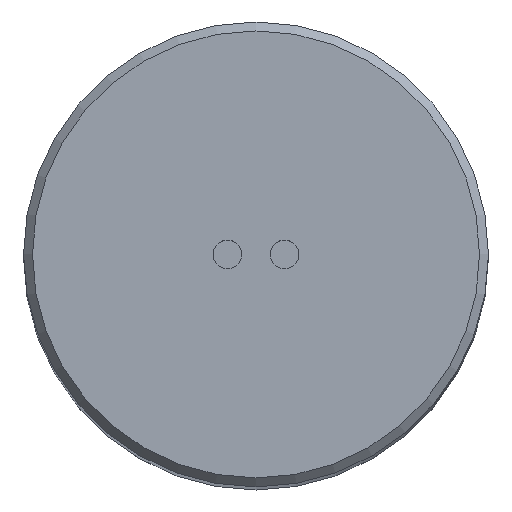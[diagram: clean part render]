
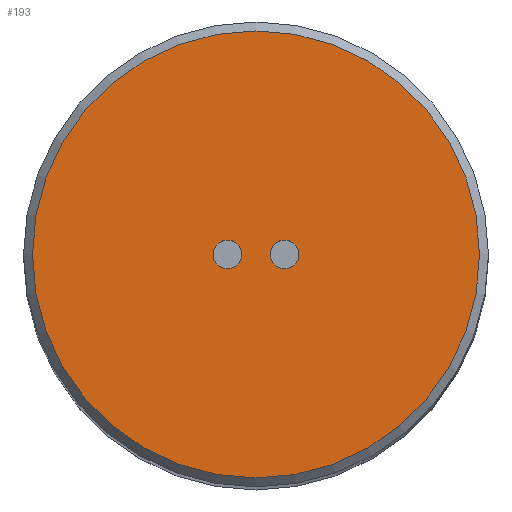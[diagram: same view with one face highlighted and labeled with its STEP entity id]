
A CAD part, top view. The second image highlights one B-rep face of the part: STEP entity #193.
In plain terms, the highlighted planar face has unit normal (0, 0, 1).
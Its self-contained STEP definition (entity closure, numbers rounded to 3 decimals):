
#94 = CONICAL_SURFACE('',#95,13.,0.785);
#95 = AXIS2_PLACEMENT_3D('',#96,#97,#98);
#96 = CARTESIAN_POINT('',(0.,0.,177.));
#97 = DIRECTION('',(0.,0.,-1.));
#98 = DIRECTION('',(-1.,0.,0.));
#110 = VERTEX_POINT('',#111);
#111 = CARTESIAN_POINT('',(-12.5,0.,177.5));
#132 = EDGE_CURVE('',#110,#110,#133,.T.);
#133 = SURFACE_CURVE('',#134,(#139,#146),.PCURVE_S1.);
#134 = CIRCLE('',#135,12.5);
#135 = AXIS2_PLACEMENT_3D('',#136,#137,#138);
#136 = CARTESIAN_POINT('',(0.,0.,177.5));
#137 = DIRECTION('',(0.,0.,-1.));
#138 = DIRECTION('',(-1.,0.,0.));
#139 = PCURVE('',#94,#140);
#140 = DEFINITIONAL_REPRESENTATION('',(#141),#145);
#141 = LINE('',#142,#143);
#142 = CARTESIAN_POINT('',(0.,-0.5));
#143 = VECTOR('',#144,1.);
#144 = DIRECTION('',(1.,-0.));
#145 = ( GEOMETRIC_REPRESENTATION_CONTEXT(2) 
PARAMETRIC_REPRESENTATION_CONTEXT() REPRESENTATION_CONTEXT('2D SPACE',''
  ) );
#146 = PCURVE('',#147,#152);
#147 = PLANE('',#148);
#148 = AXIS2_PLACEMENT_3D('',#149,#150,#151);
#149 = CARTESIAN_POINT('',(0.,0.,177.5));
#150 = DIRECTION('',(0.,0.,-1.));
#151 = DIRECTION('',(-1.,0.,0.));
#152 = DEFINITIONAL_REPRESENTATION('',(#153),#157);
#153 = CIRCLE('',#154,12.5);
#154 = AXIS2_PLACEMENT_2D('',#155,#156);
#155 = CARTESIAN_POINT('',(0.,0.));
#156 = DIRECTION('',(1.,0.));
#157 = ( GEOMETRIC_REPRESENTATION_CONTEXT(2) 
PARAMETRIC_REPRESENTATION_CONTEXT() REPRESENTATION_CONTEXT('2D SPACE',''
  ) );
#193 = ADVANCED_FACE('',(#194,#197,#228),#147,.F.);
#194 = FACE_BOUND('',#195,.F.);
#195 = EDGE_LOOP('',(#196));
#196 = ORIENTED_EDGE('',*,*,#132,.T.);
#197 = FACE_BOUND('',#198,.F.);
#198 = EDGE_LOOP('',(#199));
#199 = ORIENTED_EDGE('',*,*,#200,.F.);
#200 = EDGE_CURVE('',#201,#201,#203,.T.);
#201 = VERTEX_POINT('',#202);
#202 = CARTESIAN_POINT('',(-2.4,0.,177.5));
#203 = SURFACE_CURVE('',#204,(#209,#216),.PCURVE_S1.);
#204 = CIRCLE('',#205,0.8);
#205 = AXIS2_PLACEMENT_3D('',#206,#207,#208);
#206 = CARTESIAN_POINT('',(-1.6,0.,177.5));
#207 = DIRECTION('',(0.,0.,-1.));
#208 = DIRECTION('',(-1.,0.,0.));
#209 = PCURVE('',#147,#210);
#210 = DEFINITIONAL_REPRESENTATION('',(#211),#215);
#211 = CIRCLE('',#212,0.8);
#212 = AXIS2_PLACEMENT_2D('',#213,#214);
#213 = CARTESIAN_POINT('',(1.6,0.));
#214 = DIRECTION('',(1.,0.));
#215 = ( GEOMETRIC_REPRESENTATION_CONTEXT(2) 
PARAMETRIC_REPRESENTATION_CONTEXT() REPRESENTATION_CONTEXT('2D SPACE',''
  ) );
#216 = PCURVE('',#217,#222);
#217 = CYLINDRICAL_SURFACE('',#218,0.8);
#218 = AXIS2_PLACEMENT_3D('',#219,#220,#221);
#219 = CARTESIAN_POINT('',(-1.6,0.,177.5));
#220 = DIRECTION('',(0.,0.,-1.));
#221 = DIRECTION('',(-1.,0.,0.));
#222 = DEFINITIONAL_REPRESENTATION('',(#223),#227);
#223 = LINE('',#224,#225);
#224 = CARTESIAN_POINT('',(0.,0.));
#225 = VECTOR('',#226,1.);
#226 = DIRECTION('',(1.,0.));
#227 = ( GEOMETRIC_REPRESENTATION_CONTEXT(2) 
PARAMETRIC_REPRESENTATION_CONTEXT() REPRESENTATION_CONTEXT('2D SPACE',''
  ) );
#228 = FACE_BOUND('',#229,.F.);
#229 = EDGE_LOOP('',(#230));
#230 = ORIENTED_EDGE('',*,*,#231,.F.);
#231 = EDGE_CURVE('',#232,#232,#234,.T.);
#232 = VERTEX_POINT('',#233);
#233 = CARTESIAN_POINT('',(0.8,0.,177.5));
#234 = SURFACE_CURVE('',#235,(#240,#247),.PCURVE_S1.);
#235 = CIRCLE('',#236,0.8);
#236 = AXIS2_PLACEMENT_3D('',#237,#238,#239);
#237 = CARTESIAN_POINT('',(1.6,0.,177.5));
#238 = DIRECTION('',(0.,0.,-1.));
#239 = DIRECTION('',(-1.,0.,0.));
#240 = PCURVE('',#147,#241);
#241 = DEFINITIONAL_REPRESENTATION('',(#242),#246);
#242 = CIRCLE('',#243,0.8);
#243 = AXIS2_PLACEMENT_2D('',#244,#245);
#244 = CARTESIAN_POINT('',(-1.6,0.));
#245 = DIRECTION('',(1.,0.));
#246 = ( GEOMETRIC_REPRESENTATION_CONTEXT(2) 
PARAMETRIC_REPRESENTATION_CONTEXT() REPRESENTATION_CONTEXT('2D SPACE',''
  ) );
#247 = PCURVE('',#248,#253);
#248 = CYLINDRICAL_SURFACE('',#249,0.8);
#249 = AXIS2_PLACEMENT_3D('',#250,#251,#252);
#250 = CARTESIAN_POINT('',(1.6,0.,177.5));
#251 = DIRECTION('',(0.,0.,-1.));
#252 = DIRECTION('',(-1.,0.,0.));
#253 = DEFINITIONAL_REPRESENTATION('',(#254),#258);
#254 = LINE('',#255,#256);
#255 = CARTESIAN_POINT('',(0.,0.));
#256 = VECTOR('',#257,1.);
#257 = DIRECTION('',(1.,0.));
#258 = ( GEOMETRIC_REPRESENTATION_CONTEXT(2) 
PARAMETRIC_REPRESENTATION_CONTEXT() REPRESENTATION_CONTEXT('2D SPACE',''
  ) );
